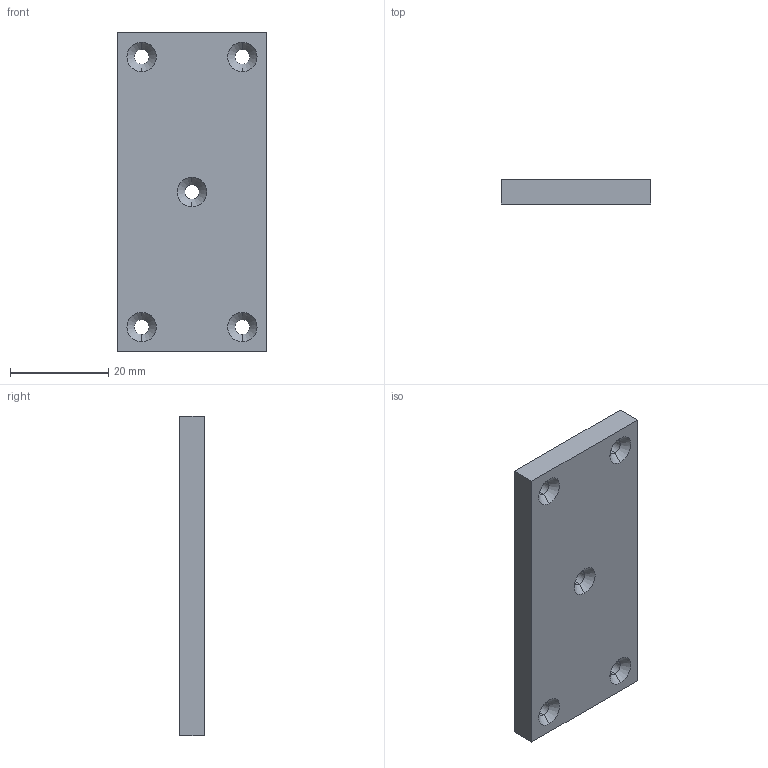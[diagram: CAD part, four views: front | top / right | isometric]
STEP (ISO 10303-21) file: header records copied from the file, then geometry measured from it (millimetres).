
FILE_DESCRIPTION (( 'STEP AP203' ), '1' );
FILE_NAME ('Foot Pad (1)(Mirror).STEP', '2024-07-11T18:30:31', ( '微软用户' ), ( '微软中国' ), 'SwSTEP 2.0', 'SolidWorks 2023', '' );
FILE_SCHEMA (( 'CONFIG_CONTROL_DESIGN' ));
Length unit declared in the file: millimetre
Products named in the file (1): Foot Pad (1)(Mirror)
Bounding box: 30.5 x 5 x 65 mm (x, y, z)
Volume: 6298.9 mm3; surface area: 5528.7 mm2
Topology: 1 solids, 1 shells, 40 faces, 98 edges, 62 vertices
Faces by surface type: cylinder 18, plane 12, cone 10
Entity records: 1285 total; most frequent: DIRECTION 226, CARTESIAN_POINT 201, ORIENTED_EDGE 196, EDGE_CURVE 98, AXIS2_PLACEMENT_3D 87, VERTEX_POINT 62, LINE 52, EDGE_LOOP 52
